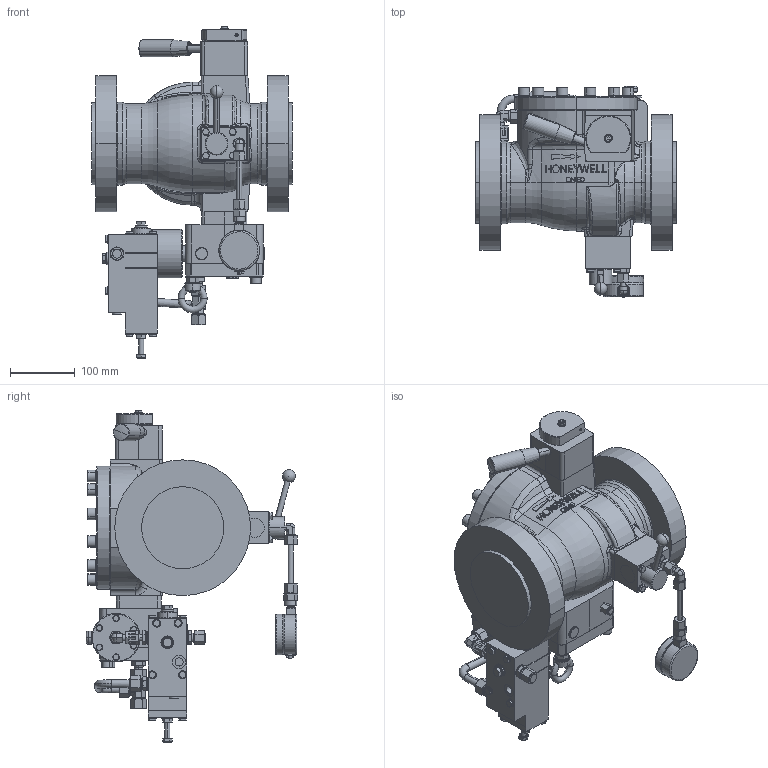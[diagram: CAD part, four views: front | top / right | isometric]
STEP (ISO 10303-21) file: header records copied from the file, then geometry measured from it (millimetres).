
FILE_DESCRIPTION (( 'STEP AP214' ), '1' );
FILE_NAME ('HON711-DN80-K16-class600RF.STEP', '2019-07-30T04:26:58', ( '' ), ( '' ), 'SwSTEP 2.0', 'SolidWorks 2017', '' );
FILE_SCHEMA (( 'AUTOMOTIVE_DESIGN' ));
Length unit declared in the file: millimetre
Products named in the file (1): HON711-DN80-K16-class600RF
Bounding box: 310 x 327.17 x 513.49 mm (x, y, z)
Volume: 11467442 mm3; surface area: 623827.9 mm2
Topology: 2 solids, 2 shells, 2656 faces, 6323 edges, 3837 vertices
Faces by surface type: plane 1272, cylinder 571, cone 478, torus 168, bspline 161, sphere 6
Entity records: 108851 total; most frequent: CARTESIAN_POINT 27026, ORIENTED_EDGE 12552, DIRECTION 12170, EDGE_CURVE 6276, AXIS2_PLACEMENT_3D 4681, VERTEX_POINT 3834, EDGE_LOOP 2900, LINE 2808
